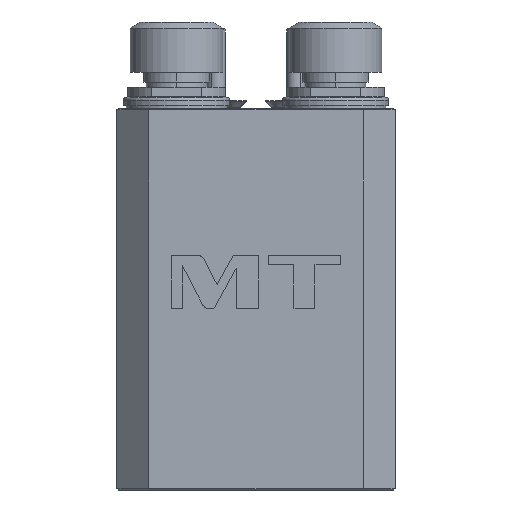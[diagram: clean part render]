
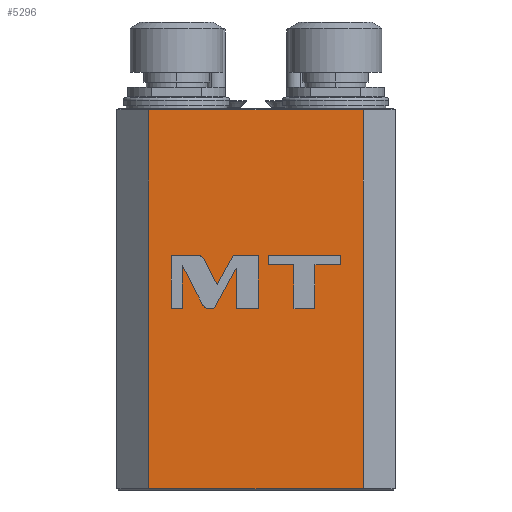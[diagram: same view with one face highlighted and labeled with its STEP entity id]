
A CAD part, left-side view. The second image highlights one B-rep face of the part: STEP entity #5296.
In plain terms, the highlighted planar face has unit normal (-1, 0, 0).
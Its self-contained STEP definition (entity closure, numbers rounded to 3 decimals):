
#725=DIRECTION('',(0.,0.,-1.));
#726=VECTOR('',#725,143.);
#727=CARTESIAN_POINT('',(-120.,40.5,80.));
#728=LINE('',#727,#726);
#741=DIRECTION('',(0.,1.,0.));
#742=VECTOR('',#741,81.);
#743=CARTESIAN_POINT('',(-120.,-40.5,-63.));
#744=LINE('',#743,#742);
#745=DIRECTION('',(0.,-1.,0.));
#746=VECTOR('',#745,81.);
#747=CARTESIAN_POINT('',(-120.,40.5,80.));
#748=LINE('',#747,#746);
#749=CARTESIAN_POINT('',(-120.,19.771,23.698));
#750=CARTESIAN_POINT('',(-120.,20.186,24.501));
#751=CARTESIAN_POINT('',(-120.,21.006,25.));
#752=CARTESIAN_POINT('',(-120.,21.91,25.));
#754=DIRECTION('',(0.,1.,0.));
#755=VECTOR('',#754,10.054);
#756=CARTESIAN_POINT('',(-120.,21.91,25.));
#757=LINE('',#756,#755);
#758=DIRECTION('',(0.,0.,-1.));
#759=VECTOR('',#758,20.);
#760=CARTESIAN_POINT('',(-120.,31.964,25.));
#761=LINE('',#760,#759);
#762=DIRECTION('',(0.,-1.,0.));
#763=VECTOR('',#762,4.16);
#764=CARTESIAN_POINT('',(-120.,31.964,5.));
#765=LINE('',#764,#763);
#766=DIRECTION('',(0.,0.,1.));
#767=VECTOR('',#766,16.202);
#768=CARTESIAN_POINT('',(-120.,27.804,5.));
#769=LINE('',#768,#767);
#770=DIRECTION('',(0.,-0.459,-0.888));
#771=VECTOR('',#770,16.774);
#772=CARTESIAN_POINT('',(-120.,27.804,21.202));
#773=LINE('',#772,#771);
#774=CARTESIAN_POINT('',(-120.,20.1,6.302));
#775=CARTESIAN_POINT('',(-120.,19.684,5.498));
#776=CARTESIAN_POINT('',(-120.,18.863,5.));
#777=CARTESIAN_POINT('',(-120.,17.958,5.));
#779=DIRECTION('',(0.,-1.,0.));
#780=VECTOR('',#779,2.086);
#781=CARTESIAN_POINT('',(-120.,17.958,5.));
#782=LINE('',#781,#780);
#783=DIRECTION('',(0.,-0.481,0.877));
#784=VECTOR('',#783,17.353);
#785=CARTESIAN_POINT('',(-120.,15.872,5.));
#786=LINE('',#785,#784);
#787=DIRECTION('',(0.,0.,-1.));
#788=VECTOR('',#787,15.212);
#789=CARTESIAN_POINT('',(-120.,7.522,20.212));
#790=LINE('',#789,#788);
#791=DIRECTION('',(0.,-1.,0.));
#792=VECTOR('',#791,8.416);
#793=CARTESIAN_POINT('',(-120.,7.522,5.));
#794=LINE('',#793,#792);
#795=DIRECTION('',(0.,0.,1.));
#796=VECTOR('',#795,20.);
#797=CARTESIAN_POINT('',(-120.,-0.894,5.));
#798=LINE('',#797,#796);
#799=DIRECTION('',(0.,1.,0.));
#800=VECTOR('',#799,9.488);
#801=CARTESIAN_POINT('',(-120.,-0.894,25.));
#802=LINE('',#801,#800);
#803=DIRECTION('',(0.,0.481,-0.877));
#804=VECTOR('',#803,12.681);
#805=CARTESIAN_POINT('',(-120.,8.594,25.));
#806=LINE('',#805,#804);
#807=DIRECTION('',(0.,0.459,0.888));
#808=VECTOR('',#807,11.049);
#809=CARTESIAN_POINT('',(-120.,14.696,13.884));
#810=LINE('',#809,#808);
#811=DIRECTION('',(0.,0.,-1.));
#812=VECTOR('',#811,16.594);
#813=CARTESIAN_POINT('',(-120.,-14.344,21.594));
#814=LINE('',#813,#812);
#815=DIRECTION('',(0.,-1.,0.));
#816=VECTOR('',#815,7.922);
#817=CARTESIAN_POINT('',(-120.,-14.344,5.));
#818=LINE('',#817,#816);
#819=DIRECTION('',(0.,0.,1.));
#820=VECTOR('',#819,16.594);
#821=CARTESIAN_POINT('',(-120.,-22.266,5.));
#822=LINE('',#821,#820);
#823=DIRECTION('',(0.,-1.,0.));
#824=VECTOR('',#823,9.696);
#825=CARTESIAN_POINT('',(-120.,-22.266,21.594));
#826=LINE('',#825,#824);
#827=DIRECTION('',(0.,0.,1.));
#828=VECTOR('',#827,3.406);
#829=CARTESIAN_POINT('',(-120.,-31.962,21.594));
#830=LINE('',#829,#828);
#831=DIRECTION('',(0.,1.,0.));
#832=VECTOR('',#831,27.314);
#833=CARTESIAN_POINT('',(-120.,-31.962,25.));
#834=LINE('',#833,#832);
#835=DIRECTION('',(0.,0.,-1.));
#836=VECTOR('',#835,3.406);
#837=CARTESIAN_POINT('',(-120.,-4.648,25.));
#838=LINE('',#837,#836);
#839=DIRECTION('',(0.,-1.,0.));
#840=VECTOR('',#839,9.696);
#841=CARTESIAN_POINT('',(-120.,-4.648,21.594));
#842=LINE('',#841,#840);
#851=DIRECTION('',(0.,0.,1.));
#852=VECTOR('',#851,143.);
#853=CARTESIAN_POINT('',(-120.,-40.5,-63.));
#854=LINE('',#853,#852);
#4087=CARTESIAN_POINT('',(-120.,40.5,80.));
#4088=CARTESIAN_POINT('',(-120.,-40.5,80.));
#4089=VERTEX_POINT('',#4087);
#4090=VERTEX_POINT('',#4088);
#4263=CARTESIAN_POINT('',(-120.,-40.5,-63.));
#4264=CARTESIAN_POINT('',(-120.,40.5,-63.));
#4265=VERTEX_POINT('',#4263);
#4266=VERTEX_POINT('',#4264);
#4342=VERTEX_POINT('',#749);
#4343=VERTEX_POINT('',#752);
#4344=CARTESIAN_POINT('',(-120.,31.964,25.));
#4345=VERTEX_POINT('',#4344);
#4346=CARTESIAN_POINT('',(-120.,31.964,5.));
#4347=VERTEX_POINT('',#4346);
#4348=CARTESIAN_POINT('',(-120.,27.804,5.));
#4349=VERTEX_POINT('',#4348);
#4350=CARTESIAN_POINT('',(-120.,27.804,21.202));
#4351=VERTEX_POINT('',#4350);
#4352=CARTESIAN_POINT('',(-120.,20.1,6.302));
#4353=VERTEX_POINT('',#4352);
#4354=VERTEX_POINT('',#777);
#4355=CARTESIAN_POINT('',(-120.,15.872,5.));
#4356=VERTEX_POINT('',#4355);
#4357=CARTESIAN_POINT('',(-120.,7.522,20.212));
#4358=VERTEX_POINT('',#4357);
#4359=CARTESIAN_POINT('',(-120.,7.522,5.));
#4360=VERTEX_POINT('',#4359);
#4361=CARTESIAN_POINT('',(-120.,-0.894,5.));
#4362=VERTEX_POINT('',#4361);
#4363=CARTESIAN_POINT('',(-120.,-0.894,25.));
#4364=VERTEX_POINT('',#4363);
#4365=CARTESIAN_POINT('',(-120.,8.594,25.));
#4366=VERTEX_POINT('',#4365);
#4367=CARTESIAN_POINT('',(-120.,14.696,13.884));
#4368=VERTEX_POINT('',#4367);
#4369=CARTESIAN_POINT('',(-120.,-14.344,21.594));
#4370=CARTESIAN_POINT('',(-120.,-14.344,5.));
#4371=VERTEX_POINT('',#4369);
#4372=VERTEX_POINT('',#4370);
#4373=CARTESIAN_POINT('',(-120.,-22.266,5.));
#4374=VERTEX_POINT('',#4373);
#4375=CARTESIAN_POINT('',(-120.,-22.266,21.594));
#4376=VERTEX_POINT('',#4375);
#4377=CARTESIAN_POINT('',(-120.,-31.962,21.594));
#4378=VERTEX_POINT('',#4377);
#4379=CARTESIAN_POINT('',(-120.,-31.962,25.));
#4380=VERTEX_POINT('',#4379);
#4381=CARTESIAN_POINT('',(-120.,-4.648,25.));
#4382=VERTEX_POINT('',#4381);
#4383=CARTESIAN_POINT('',(-120.,-4.648,21.594));
#4384=VERTEX_POINT('',#4383);
#5232=CARTESIAN_POINT('',(-120.,0.,0.));
#5233=DIRECTION('',(1.,0.,0.));
#5234=DIRECTION('',(0.,1.,0.));
#5235=AXIS2_PLACEMENT_3D('',#5232,#5233,#5234);
#5236=PLANE('',#5235);
#5238=ORIENTED_EDGE('',*,*,#5237,.F.);
#5240=ORIENTED_EDGE('',*,*,#5239,.T.);
#5241=ORIENTED_EDGE('',*,*,#5222,.F.);
#5243=ORIENTED_EDGE('',*,*,#5242,.T.);
#5244=EDGE_LOOP('',(#5238,#5240,#5241,#5243));
#5245=FACE_OUTER_BOUND('',#5244,.F.);
#5247=ORIENTED_EDGE('',*,*,#5246,.T.);
#5249=ORIENTED_EDGE('',*,*,#5248,.T.);
#5251=ORIENTED_EDGE('',*,*,#5250,.T.);
#5253=ORIENTED_EDGE('',*,*,#5252,.T.);
#5255=ORIENTED_EDGE('',*,*,#5254,.T.);
#5257=ORIENTED_EDGE('',*,*,#5256,.T.);
#5259=ORIENTED_EDGE('',*,*,#5258,.T.);
#5261=ORIENTED_EDGE('',*,*,#5260,.T.);
#5263=ORIENTED_EDGE('',*,*,#5262,.T.);
#5265=ORIENTED_EDGE('',*,*,#5264,.T.);
#5267=ORIENTED_EDGE('',*,*,#5266,.T.);
#5269=ORIENTED_EDGE('',*,*,#5268,.T.);
#5271=ORIENTED_EDGE('',*,*,#5270,.T.);
#5273=ORIENTED_EDGE('',*,*,#5272,.T.);
#5275=ORIENTED_EDGE('',*,*,#5274,.T.);
#5276=EDGE_LOOP('',(#5247,#5249,#5251,#5253,#5255,#5257,#5259,#5261,#5263,#5265,
#5267,#5269,#5271,#5273,#5275));
#5277=FACE_BOUND('',#5276,.F.);
#5279=ORIENTED_EDGE('',*,*,#5278,.T.);
#5281=ORIENTED_EDGE('',*,*,#5280,.T.);
#5283=ORIENTED_EDGE('',*,*,#5282,.T.);
#5285=ORIENTED_EDGE('',*,*,#5284,.T.);
#5287=ORIENTED_EDGE('',*,*,#5286,.T.);
#5289=ORIENTED_EDGE('',*,*,#5288,.T.);
#5291=ORIENTED_EDGE('',*,*,#5290,.T.);
#5293=ORIENTED_EDGE('',*,*,#5292,.T.);
#5294=EDGE_LOOP('',(#5279,#5281,#5283,#5285,#5287,#5289,#5291,#5293));
#5295=FACE_BOUND('',#5294,.F.);
#5296=ADVANCED_FACE('',(#5245,#5277,#5295),#5236,.F.);
#753=B_SPLINE_CURVE_WITH_KNOTS('',3,(#749,#750,#751,#752),.UNSPECIFIED.,.F.,.F.,
(4,4),(0.,1.),.UNSPECIFIED.);
#778=B_SPLINE_CURVE_WITH_KNOTS('',3,(#774,#775,#776,#777),.UNSPECIFIED.,.F.,.F.,
(4,4),(0.,1.),.UNSPECIFIED.);
#5222=EDGE_CURVE('',#4089,#4266,#728,.T.);
#5237=EDGE_CURVE('',#4265,#4090,#854,.T.);
#5239=EDGE_CURVE('',#4265,#4266,#744,.T.);
#5242=EDGE_CURVE('',#4089,#4090,#748,.T.);
#5246=EDGE_CURVE('',#4342,#4343,#753,.T.);
#5248=EDGE_CURVE('',#4343,#4345,#757,.T.);
#5250=EDGE_CURVE('',#4345,#4347,#761,.T.);
#5252=EDGE_CURVE('',#4347,#4349,#765,.T.);
#5254=EDGE_CURVE('',#4349,#4351,#769,.T.);
#5256=EDGE_CURVE('',#4351,#4353,#773,.T.);
#5258=EDGE_CURVE('',#4353,#4354,#778,.T.);
#5260=EDGE_CURVE('',#4354,#4356,#782,.T.);
#5262=EDGE_CURVE('',#4356,#4358,#786,.T.);
#5264=EDGE_CURVE('',#4358,#4360,#790,.T.);
#5266=EDGE_CURVE('',#4360,#4362,#794,.T.);
#5268=EDGE_CURVE('',#4362,#4364,#798,.T.);
#5270=EDGE_CURVE('',#4364,#4366,#802,.T.);
#5272=EDGE_CURVE('',#4366,#4368,#806,.T.);
#5274=EDGE_CURVE('',#4368,#4342,#810,.T.);
#5278=EDGE_CURVE('',#4371,#4372,#814,.T.);
#5280=EDGE_CURVE('',#4372,#4374,#818,.T.);
#5282=EDGE_CURVE('',#4374,#4376,#822,.T.);
#5284=EDGE_CURVE('',#4376,#4378,#826,.T.);
#5286=EDGE_CURVE('',#4378,#4380,#830,.T.);
#5288=EDGE_CURVE('',#4380,#4382,#834,.T.);
#5290=EDGE_CURVE('',#4382,#4384,#838,.T.);
#5292=EDGE_CURVE('',#4384,#4371,#842,.T.);
